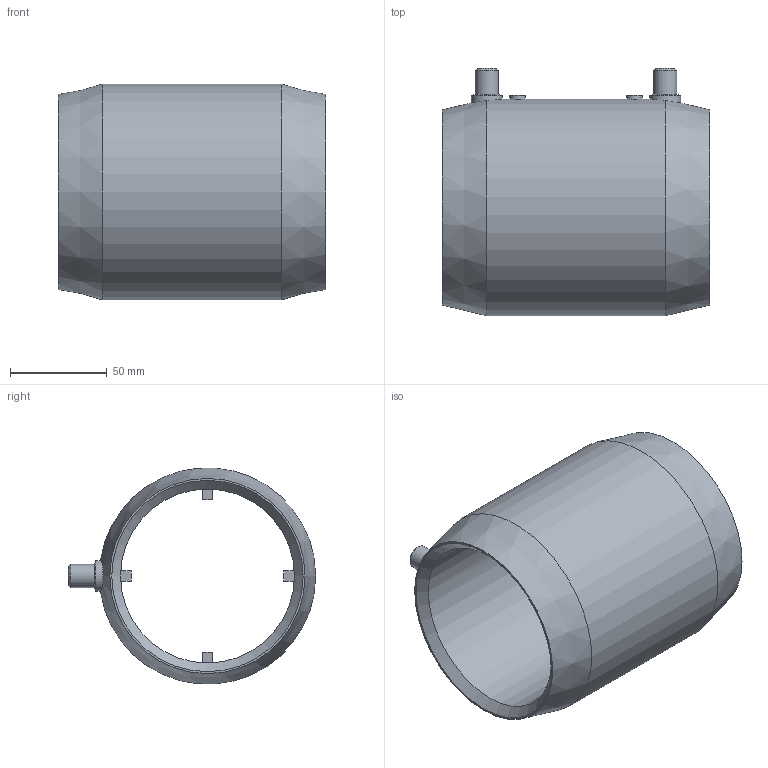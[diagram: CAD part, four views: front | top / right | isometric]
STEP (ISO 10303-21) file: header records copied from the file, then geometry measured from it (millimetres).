
FILE_DESCRIPTION(/* description */ ('PE E-Coupler, Ø90, SDR7,4/11/17'),/* implementation_level */ '2;1');
FILE_NAME(/* name */ 'MEL11-RC-090',/* time_stamp */ '2021-09-21T16:47:45+02:00',/* author */ ('COAB Solutions'),/* organization */ ('GPA Flowsystem'),/* preprocessor_version */ '',/* originating_system */ 'www.coabsolutions.com',/* authorisation */ '');
FILE_SCHEMA (('AUTOMOTIVE_DESIGN { 1 0 10303 214 3 1 1 }'));
Length unit declared in the file: millimetre
Products named in the file (1): MEL11-RC-090 SDR 17-7,4_5
Bounding box: 138.5 x 128 x 111.71 mm (x, y, z)
Volume: 438335.8 mm3; surface area: 92270.4 mm2
Topology: 1 solids, 1 shells, 52 faces, 113 edges, 72 vertices
Faces by surface type: plane 26, cylinder 16, cone 10
Full cylindrical faces by diameter (mm): 5 x2, 8 x4, 12 x2, 16 x2, 90 x1, 112 x1
Entity records: 1592 total; most frequent: CARTESIAN_POINT 386, DIRECTION 257, ORIENTED_EDGE 226, EDGE_CURVE 113, AXIS2_PLACEMENT_3D 101, VERTEX_POINT 72, EDGE_LOOP 63, LINE 55
